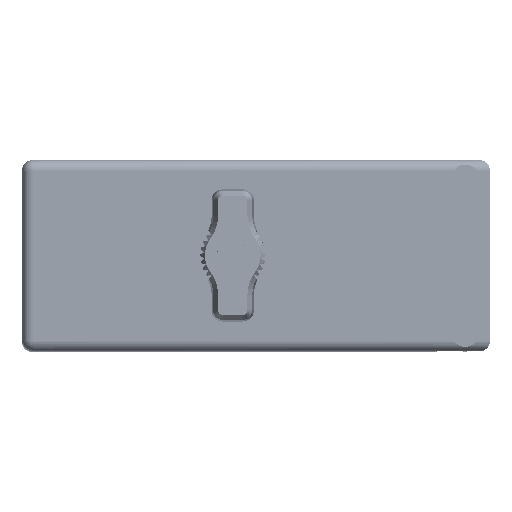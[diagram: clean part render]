
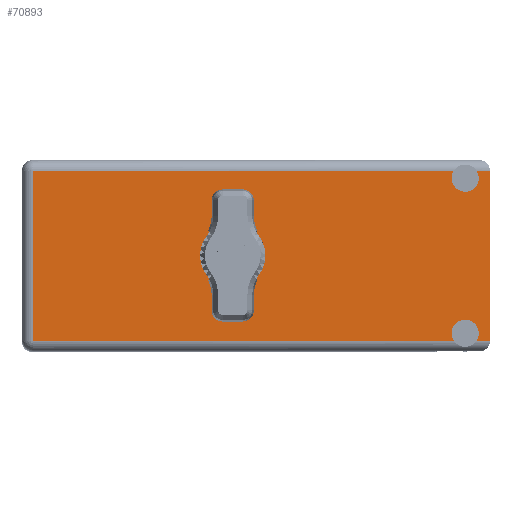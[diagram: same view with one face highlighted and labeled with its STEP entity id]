
A CAD part, top view. The second image highlights one B-rep face of the part: STEP entity #70893.
In plain terms, the highlighted face is planar.
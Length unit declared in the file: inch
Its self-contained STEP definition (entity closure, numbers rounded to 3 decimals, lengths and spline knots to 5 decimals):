
#476 = DIRECTION ( 'NONE',  ( 0., 0., 1. ) ) ;
#809 = LINE ( 'NONE', #90167, #95000 ) ;
#1075 = DIRECTION ( 'NONE',  ( 0., 0., 1. ) ) ;
#1147 = VERTEX_POINT ( 'NONE', #53136 ) ;
#1307 = VERTEX_POINT ( 'NONE', #17998 ) ;
#1730 = DIRECTION ( 'NONE',  ( 0., 1., 0. ) ) ;
#1989 = EDGE_LOOP ( 'NONE', ( #83152, #31730 ) ) ;
#2008 = VECTOR ( 'NONE', #28123, 39.37008 ) ;
#3760 = DIRECTION ( 'NONE',  ( 0., 0., 1. ) ) ;
#3837 = EDGE_CURVE ( 'NONE', #13853, #74162, #14109, .T. ) ;
#3858 = ORIENTED_EDGE ( 'NONE', *, *, #41877, .F. ) ;
#4231 = CARTESIAN_POINT ( 'NONE',  ( 1.359, 1.775, -0.492 ) ) ;
#4385 = CARTESIAN_POINT ( 'NONE',  ( 3.018, 1.775, -1.164 ) ) ;
#5979 = CARTESIAN_POINT ( 'NONE',  ( 2.858, 1.775, -0.117 ) ) ;
#6947 = DIRECTION ( 'NONE',  ( 0., 0., 1. ) ) ;
#7040 = CARTESIAN_POINT ( 'NONE',  ( 3.018, 1.775, 0. ) ) ;
#8706 = ORIENTED_EDGE ( 'NONE', *, *, #27931, .F. ) ;
#11732 = LINE ( 'NONE', #60965, #68982 ) ;
#12245 = CIRCLE ( 'NONE', #89248, 0.125 ) ;
#13414 = AXIS2_PLACEMENT_3D ( 'NONE', #72078, #63773, #3760 ) ;
#13853 = VERTEX_POINT ( 'NONE', #66615 ) ;
#14109 = CIRCLE ( 'NONE', #37890, 0.125 ) ;
#14908 = DIRECTION ( 'NONE',  ( 0., 0., 1. ) ) ;
#14994 = VERTEX_POINT ( 'NONE', #62469 ) ;
#16875 = CIRCLE ( 'NONE', #57082, 0.0875 ) ;
#17830 = CARTESIAN_POINT ( 'NONE',  ( 2.858, 1.775, -1.117 ) ) ;
#17998 = CARTESIAN_POINT ( 'NONE',  ( 0.07, 1.775, -1.164 ) ) ;
#20269 = EDGE_LOOP ( 'NONE', ( #48099, #63875, #61888, #90238, #24150, #55045, #8706, #3858, #54336, #49364 ) ) ;
#21052 = EDGE_CURVE ( 'NONE', #14994, #97090, #16875, .T. ) ;
#23788 = EDGE_CURVE ( 'NONE', #1307, #61382, #11732, .T. ) ;
#24150 = ORIENTED_EDGE ( 'NONE', *, *, #43885, .F. ) ;
#24805 = DIRECTION ( 'NONE',  ( 0., 1., 0. ) ) ;
#25307 = VERTEX_POINT ( 'NONE', #46694 ) ;
#26678 = VERTEX_POINT ( 'NONE', #4385 ) ;
#27931 = EDGE_CURVE ( 'NONE', #38833, #87670, #86075, .T. ) ;
#28123 = DIRECTION ( 'NONE',  ( 1., 0., 0. ) ) ;
#28736 = DIRECTION ( 'NONE',  ( 0., 0., 1. ) ) ;
#30100 = CARTESIAN_POINT ( 'NONE',  ( 0., 1.775, -1.164 ) ) ;
#31726 = CARTESIAN_POINT ( 'NONE',  ( 0., 1.775, -1.234 ) ) ;
#31730 = ORIENTED_EDGE ( 'NONE', *, *, #3837, .F. ) ;
#32935 = AXIS2_PLACEMENT_3D ( 'NONE', #82251, #75240, #14908 ) ;
#37818 = CARTESIAN_POINT ( 'NONE',  ( 1.359, 1.775, -0.617 ) ) ;
#37890 = AXIS2_PLACEMENT_3D ( 'NONE', #37818, #75454, #53455 ) ;
#38833 = VERTEX_POINT ( 'NONE', #47243 ) ;
#39367 = AXIS2_PLACEMENT_3D ( 'NONE', #31726, #1730, #1075 ) ;
#40174 = LINE ( 'NONE', #30100, #86598 ) ;
#40254 = CARTESIAN_POINT ( 'NONE',  ( 2.93181, 1.775, -1.164 ) ) ;
#41049 = CIRCLE ( 'NONE', #49947, 0.0875 ) ;
#41877 = EDGE_CURVE ( 'NONE', #1147, #38833, #41049, .T. ) ;
#42872 = CARTESIAN_POINT ( 'NONE',  ( 0., 1.775, -1.164 ) ) ;
#43885 = EDGE_CURVE ( 'NONE', #26678, #25307, #91995, .T. ) ;
#44352 = DIRECTION ( 'NONE',  ( 0., 1., 0. ) ) ;
#46694 = CARTESIAN_POINT ( 'NONE',  ( 3.018, 1.775, -0.07 ) ) ;
#46797 = PLANE ( 'NONE',  #39367 ) ;
#47243 = CARTESIAN_POINT ( 'NONE',  ( 2.858, 1.775, -1.0295 ) ) ;
#48099 = ORIENTED_EDGE ( 'NONE', *, *, #96376, .T. ) ;
#49364 = ORIENTED_EDGE ( 'NONE', *, *, #23788, .T. ) ;
#49947 = AXIS2_PLACEMENT_3D ( 'NONE', #17830, #24805, #86512 ) ;
#53136 = CARTESIAN_POINT ( 'NONE',  ( 2.78419, 1.775, -1.164 ) ) ;
#53455 = DIRECTION ( 'NONE',  ( 0., 0., 1. ) ) ;
#54336 = ORIENTED_EDGE ( 'NONE', *, *, #58197, .T. ) ;
#55045 = ORIENTED_EDGE ( 'NONE', *, *, #64447, .T. ) ;
#57082 = AXIS2_PLACEMENT_3D ( 'NONE', #5979, #44352, #6947 ) ;
#57926 = LINE ( 'NONE', #42872, #70988 ) ;
#58197 = EDGE_CURVE ( 'NONE', #1147, #1307, #57926, .T. ) ;
#60965 = CARTESIAN_POINT ( 'NONE',  ( 0.07, 1.775, -1.234 ) ) ;
#61382 = VERTEX_POINT ( 'NONE', #91702 ) ;
#61888 = ORIENTED_EDGE ( 'NONE', *, *, #21052, .F. ) ;
#62469 = CARTESIAN_POINT ( 'NONE',  ( 2.93181, 1.775, -0.07 ) ) ;
#63773 = DIRECTION ( 'NONE',  ( 0., 1., 0. ) ) ;
#63875 = ORIENTED_EDGE ( 'NONE', *, *, #90402, .F. ) ;
#63977 = LINE ( 'NONE', #73109, #2008 ) ;
#64447 = EDGE_CURVE ( 'NONE', #26678, #87670, #40174, .T. ) ;
#66615 = CARTESIAN_POINT ( 'NONE',  ( 1.359, 1.775, -0.742 ) ) ;
#67789 = DIRECTION ( 'NONE',  ( 0., 1., 0. ) ) ;
#68579 = DIRECTION ( 'NONE',  ( 0., 0., 1. ) ) ;
#68982 = VECTOR ( 'NONE', #68579, 39.37008 ) ;
#70893 = ADVANCED_FACE ( 'NONE', ( #96520, #95374 ), #46797, .T. ) ;
#70988 = VECTOR ( 'NONE', #89123, 39.37008 ) ;
#71719 = VECTOR ( 'NONE', #28736, 39.37008 ) ;
#72078 = CARTESIAN_POINT ( 'NONE',  ( 2.858, 1.775, -1.117 ) ) ;
#72628 = EDGE_CURVE ( 'NONE', #14994, #25307, #809, .T. ) ;
#73109 = CARTESIAN_POINT ( 'NONE',  ( 3.018, 1.775, -0.07 ) ) ;
#74162 = VERTEX_POINT ( 'NONE', #4231 ) ;
#74848 = DIRECTION ( 'NONE',  ( 1., 0., 0. ) ) ;
#75240 = DIRECTION ( 'NONE',  ( 0., 1., 0. ) ) ;
#75431 = DIRECTION ( 'NONE',  ( -1., 0., 0. ) ) ;
#75454 = DIRECTION ( 'NONE',  ( 0., 1., 0. ) ) ;
#82251 = CARTESIAN_POINT ( 'NONE',  ( 2.858, 1.775, -0.117 ) ) ;
#83152 = ORIENTED_EDGE ( 'NONE', *, *, #91883, .F. ) ;
#86075 = CIRCLE ( 'NONE', #13414, 0.0875 ) ;
#86512 = DIRECTION ( 'NONE',  ( 0., 0., 1. ) ) ;
#86598 = VECTOR ( 'NONE', #75431, 39.37008 ) ;
#87670 = VERTEX_POINT ( 'NONE', #40254 ) ;
#89123 = DIRECTION ( 'NONE',  ( -1., 0., 0. ) ) ;
#89248 = AXIS2_PLACEMENT_3D ( 'NONE', #98789, #67789, #476 ) ;
#89288 = CARTESIAN_POINT ( 'NONE',  ( 2.858, 1.775, -0.2045 ) ) ;
#90167 = CARTESIAN_POINT ( 'NONE',  ( 3.018, 1.775, -0.07 ) ) ;
#90238 = ORIENTED_EDGE ( 'NONE', *, *, #72628, .T. ) ;
#90402 = EDGE_CURVE ( 'NONE', #97090, #95439, #91319, .T. ) ;
#91319 = CIRCLE ( 'NONE', #32935, 0.0875 ) ;
#91702 = CARTESIAN_POINT ( 'NONE',  ( 0.07, 1.775, -0.07 ) ) ;
#91883 = EDGE_CURVE ( 'NONE', #74162, #13853, #12245, .T. ) ;
#91995 = LINE ( 'NONE', #7040, #71719 ) ;
#92598 = CARTESIAN_POINT ( 'NONE',  ( 2.78419, 1.775, -0.07 ) ) ;
#95000 = VECTOR ( 'NONE', #74848, 39.37008 ) ;
#95374 = FACE_OUTER_BOUND ( 'NONE', #20269, .T. ) ;
#95439 = VERTEX_POINT ( 'NONE', #92598 ) ;
#96376 = EDGE_CURVE ( 'NONE', #61382, #95439, #63977, .T. ) ;
#96520 = FACE_BOUND ( 'NONE', #1989, .T. ) ;
#97090 = VERTEX_POINT ( 'NONE', #89288 ) ;
#98789 = CARTESIAN_POINT ( 'NONE',  ( 1.359, 1.775, -0.617 ) ) ;
